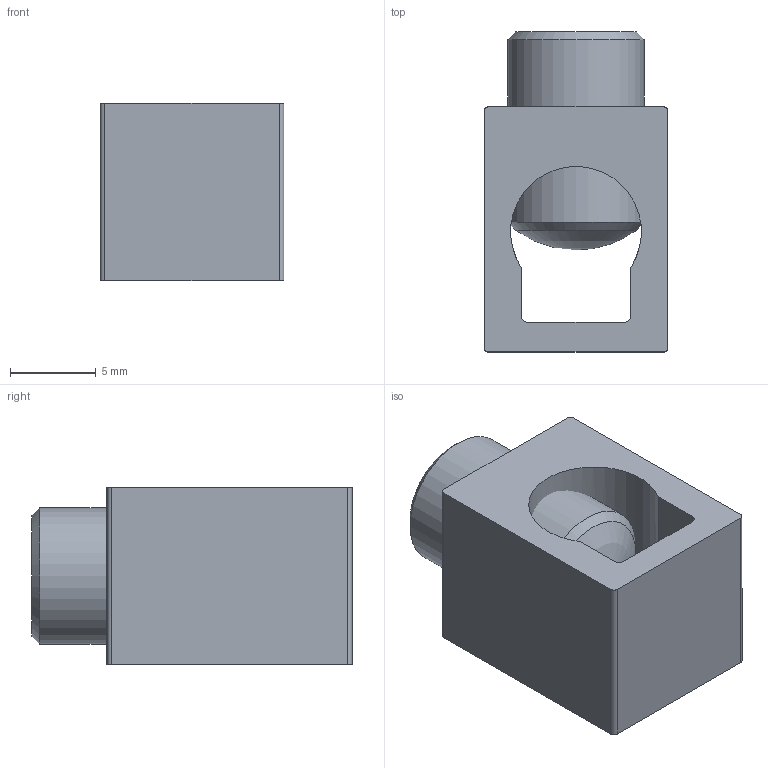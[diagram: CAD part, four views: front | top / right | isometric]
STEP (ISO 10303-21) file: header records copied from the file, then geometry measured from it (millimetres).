
FILE_DESCRIPTION(/* description */ (''),/* implementation_level */ '2;1');
FILE_NAME(/* name */ 'B2A-HEX.stp',/* time_stamp */ '2015-12-08T10:00:13-05:00',/* author */ ('tsmith'),/* organization */ (''),/* preprocessor_version */ 'ST-DEVELOPER v15.6',/* originating_system */ 'Autodesk Inventor 2015',/* authorisation */ '');
FILE_SCHEMA (('AUTOMOTIVE_DESIGN { 1 0 10303 214 3 1 1 }'));
Length unit declared in the file: inch
Products named in the file (3): B2A; 12786HEX; B2A-HEX
Assembly tree (2 placements, depth 2):
  B2A-HEX
    B2A
    12786HEX
Bounding box: 10.69 x 18.64 x 10.31 mm (x, y, z)
Volume: 1361 mm3; surface area: 1437.3 mm2
Topology: 2 solids, 2 shells, 39 faces, 99 edges, 65 vertices
Faces by surface type: plane 20, cylinder 11, cone 7, sphere 1
Full cylindrical faces by diameter (mm): 6.782 x1, 7.925 x1
Entity records: 1263 total; most frequent: CARTESIAN_POINT 304, DIRECTION 186, ORIENTED_EDGE 176, EDGE_CURVE 88, AXIS2_PLACEMENT_3D 69, VERTEX_POINT 62, EDGE_LOOP 52, LINE 48
